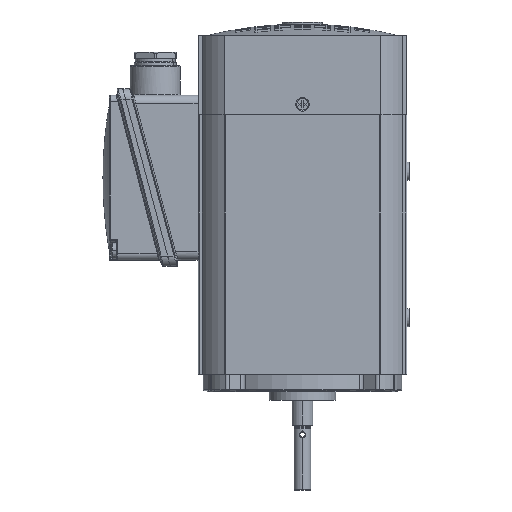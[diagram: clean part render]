
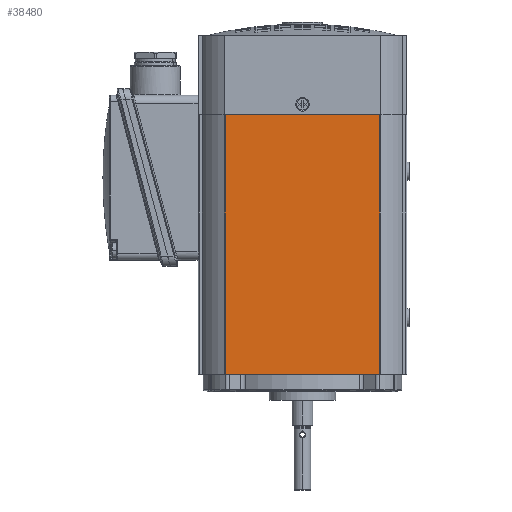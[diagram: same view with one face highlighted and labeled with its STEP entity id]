
A CAD part, front view. The second image highlights one B-rep face of the part: STEP entity #38480.
In plain terms, the highlighted planar face has unit normal (0, -1, 0).
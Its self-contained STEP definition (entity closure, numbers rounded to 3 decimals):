
#11199 = FACE_OUTER_BOUND ( 'NONE', #25923, .T. ) ;
#11518 = CARTESIAN_POINT ( 'NONE',  ( -37., -50., -125. ) ) ;
#23441 = VERTEX_POINT ( 'NONE', #38646 ) ;
#23462 = VERTEX_POINT ( 'NONE', #38681 ) ;
#23562 = CARTESIAN_POINT ( 'NONE',  ( 37., -50., -125. ) ) ;
#24293 = LINE ( 'NONE', #38783, #24303 ) ;
#24303 = VECTOR ( 'NONE', #38569, 1000. ) ;
#24545 = LINE ( 'NONE', #38776, #24547 ) ;
#24547 = VECTOR ( 'NONE', #38747, 1000. ) ;
#24560 = LINE ( 'NONE', #39482, #24563 ) ;
#24563 = VECTOR ( 'NONE', #38980, 1000. ) ;
#24635 = LINE ( 'NONE', #38813, #24637 ) ;
#24637 = VECTOR ( 'NONE', #39126, 1000. ) ;
#24738 = EDGE_CURVE ( 'NONE', #26441, #23462, #24293, .T. ) ;
#25372 = EDGE_CURVE ( 'NONE', #26562, #26441, #24545, .T. ) ;
#25396 = EDGE_CURVE ( 'NONE', #23441, #23462, #24560, .T. ) ;
#25598 = EDGE_CURVE ( 'NONE', #26562, #23441, #24635, .T. ) ;
#25923 = EDGE_LOOP ( 'NONE', ( #30389, #30387, #30390, #30385 ) ) ;
#26441 = VERTEX_POINT ( 'NONE', #23562 ) ;
#26562 = VERTEX_POINT ( 'NONE', #11518 ) ;
#30385 = ORIENTED_EDGE ( 'NONE', *, *, #25598, .F. ) ;
#30387 = ORIENTED_EDGE ( 'NONE', *, *, #24738, .T. ) ;
#30389 = ORIENTED_EDGE ( 'NONE', *, *, #25372, .T. ) ;
#30390 = ORIENTED_EDGE ( 'NONE', *, *, #25396, .F. ) ;
#31988 = DIRECTION ( 'NONE',  ( 0., -1., 0. ) ) ;
#32620 = DIRECTION ( 'NONE',  ( 1., 0., 0. ) ) ;
#32775 = PLANE ( 'NONE',  #33333 ) ;
#32801 = CARTESIAN_POINT ( 'NONE',  ( -37., -50., -126. ) ) ;
#33333 = AXIS2_PLACEMENT_3D ( 'NONE', #32801, #31988, #32620 ) ;
#38480 = ADVANCED_FACE ( 'NONE', ( #11199 ), #32775, .T. ) ;
#38569 = DIRECTION ( 'NONE',  ( 0., 0., 1. ) ) ;
#38646 = CARTESIAN_POINT ( 'NONE',  ( -37., -50., -1. ) ) ;
#38681 = CARTESIAN_POINT ( 'NONE',  ( 37., -50., -1. ) ) ;
#38747 = DIRECTION ( 'NONE',  ( 1., 0., 0. ) ) ;
#38776 = CARTESIAN_POINT ( 'NONE',  ( -55., -50., -125. ) ) ;
#38783 = CARTESIAN_POINT ( 'NONE',  ( 37., -50., -126. ) ) ;
#38813 = CARTESIAN_POINT ( 'NONE',  ( -37., -50., -126. ) ) ;
#38980 = DIRECTION ( 'NONE',  ( 1., 0., 0. ) ) ;
#39126 = DIRECTION ( 'NONE',  ( 0., 0., 1. ) ) ;
#39482 = CARTESIAN_POINT ( 'NONE',  ( -55., -50., -1. ) ) ;
